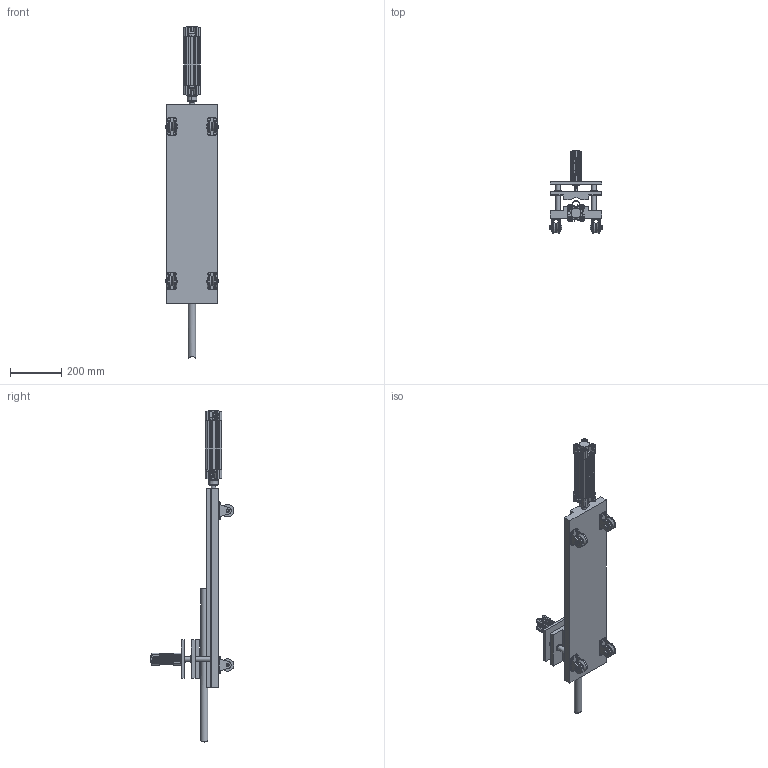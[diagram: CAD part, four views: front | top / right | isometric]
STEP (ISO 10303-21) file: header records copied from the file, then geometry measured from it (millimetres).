
FILE_DESCRIPTION(/* description */ (''),/* implementation_level */ '2;1');
FILE_NAME(/* name */ 'Ensamble con TuboBP.stp',/* time_stamp */ '2021-07-15T18:59:50-05:00',/* author */ ('Nelson'),/* organization */ (''),/* preprocessor_version */ 'ST-DEVELOPER v18.1',/* originating_system */ 'Autodesk Inventor 2021',/* authorisation */ '');
FILE_SCHEMA (('AUTOMOTIVE_DESIGN { 1 0 10303 214 3 1 1 }'));
Length unit declared in the file: millimetre
Products named in the file (23): Ensamble con TuboBP; Ensamble Mecanismo cilindro; Base soporte tubos; Eje roscado base soporte tubo; Soporte Piston; Soporte Superior Tubos; Buje soporte superior; DIN 7984 - M8 x 20; V-Groove_Roller; DIN 933 - M6  x 12; 04766013; 04766013_01; 04766013_02; 04766013_03; 04766013_05; ISO 4762  - M6 x 50; 04893142; 04893142_01; 04893142_02; 04893142_03; 04893142_04; 04303733; Barra_1_1-8_600_BP
Assembly tree (52 placements, depth 4):
  Ensamble con TuboBP
    Ensamble Mecanismo cilindro
      Base soporte tubos
      Eje roscado base soporte tubo  x2
      Soporte Piston
      Soporte Superior Tubos
      Buje soporte superior  x4
      DIN 7984 - M8 x 20  x2
      V-Groove_Roller  x4
      DIN 933 - M6  x 12  x16
      04766013
        04766013_01
        04766013_02
        04766013_03
        04766013_05
      ISO 4762  - M6 x 50  x4
    04893142
      04893142_01
      04893142_02
      04893142_03
      04893142_04
    04303733  x5
    Barra_1_1-8_600_BP
Bounding box: 209.38 x 328.36 x 1301.3 mm (x, y, z)
Volume: 7924097.6 mm3; surface area: 1078695.9 mm2
Topology: 53 solids, 53 shells, 2189 faces, 5540 edges, 3611 vertices
Faces by surface type: plane 1219, cylinder 593, cone 266, torus 85, bspline 26
Full cylindrical faces by diameter (mm): 4.917 x16, 5.459 x16, 6 x24, 6.401 x2, 6.647 x2, 7.01 x16, 7.95 x4, 8 x2, 8.647 x1, 8.7 x16, 9.525 x4, 10 x4, 10.5 x4, 12.7 x4, 13 x2, 14 x2, 14.376 x1, 15.875 x4, 19.05 x6, 22.05 x6, 26.575 x1, 28.05 x4, 28.575 x1, 29.324 x4, 30 x1, 48.26 x8
Entity records: 44994 total; most frequent: CARTESIAN_POINT 8662, DIRECTION 7571, ORIENTED_EDGE 7202, EDGE_CURVE 3601, AXIS2_PLACEMENT_3D 2666, VERTEX_POINT 2361, LINE 2239, VECTOR 2239
